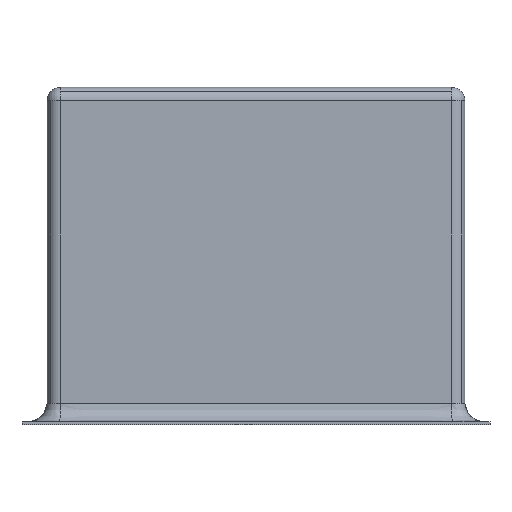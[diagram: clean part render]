
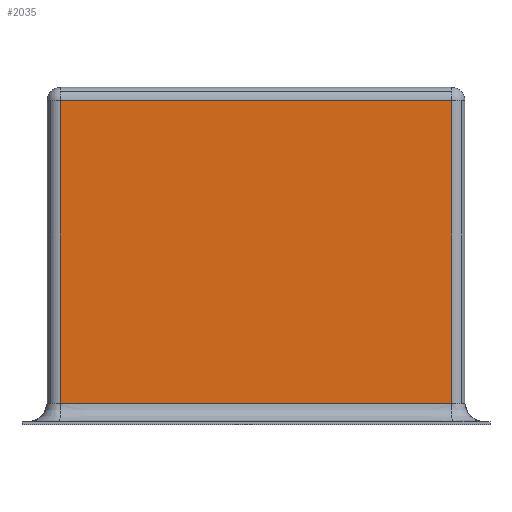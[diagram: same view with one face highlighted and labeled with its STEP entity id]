
A CAD part, left-side view. The second image highlights one B-rep face of the part: STEP entity #2035.
In plain terms, the highlighted planar face has unit normal (-1, 0, 0).
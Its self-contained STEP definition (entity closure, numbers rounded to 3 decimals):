
#2 = CARTESIAN_POINT ( 'NONE',  ( -1.6, 1.17, 1.938 ) ) ;
#9 = EDGE_LOOP ( 'NONE', ( #1742, #1994, #268, #883 ) ) ;
#47 = EDGE_CURVE ( 'NONE', #694, #2164, #248, .T. ) ;
#147 = VECTOR ( 'NONE', #1487, 1000. ) ;
#161 = DIRECTION ( 'NONE',  ( 0., 0., 1. ) ) ;
#248 = LINE ( 'NONE', #1123, #147 ) ;
#268 = ORIENTED_EDGE ( 'NONE', *, *, #1241, .F. ) ;
#306 = CARTESIAN_POINT ( 'NONE',  ( -1.6, 0., 0.017 ) ) ;
#600 = CARTESIAN_POINT ( 'NONE',  ( -1.6, -1.17, 1.938 ) ) ;
#615 = LINE ( 'NONE', #1333, #652 ) ;
#652 = VECTOR ( 'NONE', #2059, 1000. ) ;
#690 = CARTESIAN_POINT ( 'NONE',  ( -1.6, 1.17, 0.128 ) ) ;
#694 = VERTEX_POINT ( 'NONE', #690 ) ;
#760 = VECTOR ( 'NONE', #1031, 1000. ) ;
#784 = EDGE_CURVE ( 'NONE', #2164, #1074, #1665, .T. ) ;
#883 = ORIENTED_EDGE ( 'NONE', *, *, #47, .T. ) ;
#1031 = DIRECTION ( 'NONE',  ( 0., -1., 0. ) ) ;
#1074 = VERTEX_POINT ( 'NONE', #600 ) ;
#1111 = DIRECTION ( 'NONE',  ( 0., 0., 1. ) ) ;
#1123 = CARTESIAN_POINT ( 'NONE',  ( -1.6, 1.17, 0.128 ) ) ;
#1124 = VECTOR ( 'NONE', #1111, 1000. ) ;
#1211 = CARTESIAN_POINT ( 'NONE',  ( -1.6, 1.17, 1.938 ) ) ;
#1241 = EDGE_CURVE ( 'NONE', #694, #1857, #615, .T. ) ;
#1333 = CARTESIAN_POINT ( 'NONE',  ( -1.6, 1.17, 0.128 ) ) ;
#1487 = DIRECTION ( 'NONE',  ( 0., -1., 0. ) ) ;
#1570 = PLANE ( 'NONE',  #2089 ) ;
#1665 = LINE ( 'NONE', #2348, #1124 ) ;
#1705 = CARTESIAN_POINT ( 'NONE',  ( -1.6, -1.17, 0.128 ) ) ;
#1742 = ORIENTED_EDGE ( 'NONE', *, *, #784, .T. ) ;
#1857 = VERTEX_POINT ( 'NONE', #2 ) ;
#1925 = DIRECTION ( 'NONE',  ( -1., 0., 0. ) ) ;
#1938 = FACE_OUTER_BOUND ( 'NONE', #9, .T. ) ;
#1994 = ORIENTED_EDGE ( 'NONE', *, *, #2008, .F. ) ;
#2008 = EDGE_CURVE ( 'NONE', #1857, #1074, #2331, .T. ) ;
#2035 = ADVANCED_FACE ( 'NONE', ( #1938 ), #1570, .T. ) ;
#2059 = DIRECTION ( 'NONE',  ( 0., 0., 1. ) ) ;
#2089 = AXIS2_PLACEMENT_3D ( 'NONE', #306, #1925, #161 ) ;
#2164 = VERTEX_POINT ( 'NONE', #1705 ) ;
#2331 = LINE ( 'NONE', #1211, #760 ) ;
#2348 = CARTESIAN_POINT ( 'NONE',  ( -1.6, -1.17, 0.128 ) ) ;
